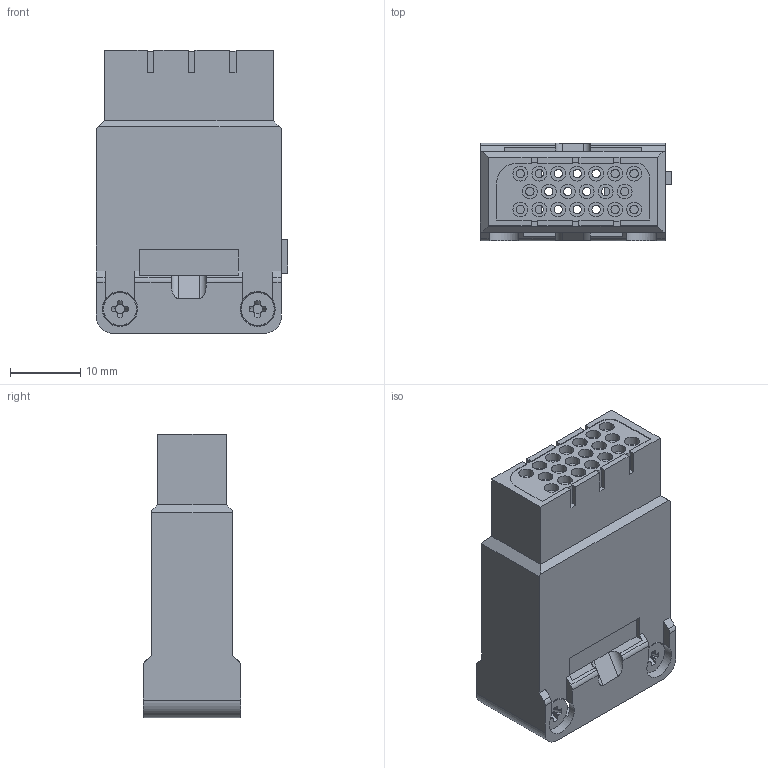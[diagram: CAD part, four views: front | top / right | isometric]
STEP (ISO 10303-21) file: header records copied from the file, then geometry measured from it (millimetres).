
FILE_DESCRIPTION(/* description */ (''),/* implementation_level */ '2;1');
FILE_NAME(/* name */ '100508792ugm000_d.stp',/* time_stamp */ '2018-04-18T09:51:20+02:00',/* author */ (''),/* organization */ (''),/* preprocessor_version */ 'ST-DEVELOPER v16',/* originating_system */ 'SIEMENS PLM Software NX 10.0',/* authorisation */ '');
FILE_SCHEMA (('AUTOMOTIVE_DESIGN { 1 0 10303 214 3 1 1 1 }'));
Length unit declared in the file: millimetre
Products named in the file (1): 100508792ugm000_d
Bounding box: 27.25 x 13.9 x 40.3 mm (x, y, z)
Volume: 7184.5 mm3; surface area: 7535.2 mm2
Topology: 1 solids, 5 shells, 680 faces, 1971 edges, 1365 vertices
Faces by surface type: plane 496, cylinder 174, cone 4, revolution 4, sphere 2
Full cylindrical faces by diameter (mm): 1.2 x20, 1.9 x20, 2.1 x20, 5 x2
Entity records: 26848 total; most frequent: CARTESIAN_POINT 4173, ORIENTED_EDGE 3730, DIRECTION 3554, EDGE_CURVE 1865, LINE 1396, VECTOR 1396, VERTEX_POINT 1302, AXIS2_PLACEMENT_3D 1077
